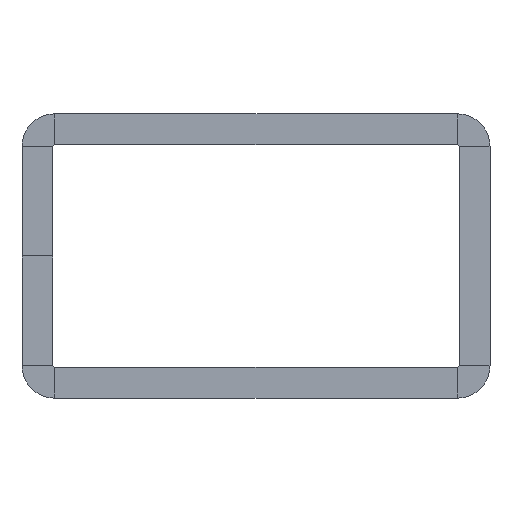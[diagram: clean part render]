
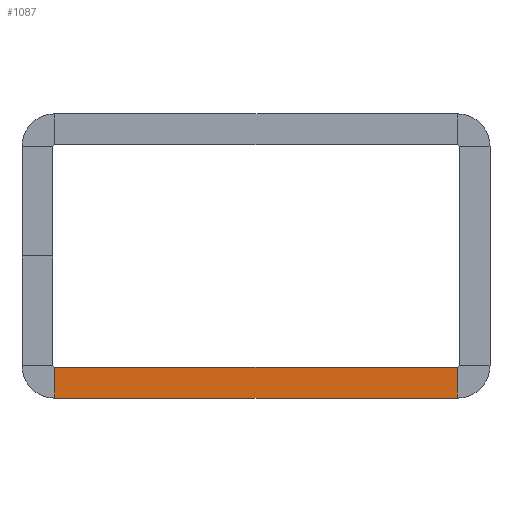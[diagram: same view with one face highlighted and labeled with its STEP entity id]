
A CAD part, top view. The second image highlights one B-rep face of the part: STEP entity #1087.
In plain terms, the highlighted planar face has unit normal (0, 0, 1).
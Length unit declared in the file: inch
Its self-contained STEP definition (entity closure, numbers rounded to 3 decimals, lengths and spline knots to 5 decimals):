
#56 = VERTEX_POINT ( 'NONE', #1029 ) ;
#99 = CARTESIAN_POINT ( 'NONE',  ( -1.23016, -0.67913, 0. ) ) ;
#113 = LINE ( 'NONE', #542, #580 ) ;
#143 = ORIENTED_EDGE ( 'NONE', *, *, #988, .T. ) ;
#204 = DIRECTION ( 'NONE',  ( -1., 0., 0. ) ) ;
#259 = DIRECTION ( 'NONE',  ( 1., 0., 0. ) ) ;
#273 = LINE ( 'NONE', #1214, #573 ) ;
#276 = VERTEX_POINT ( 'NONE', #897 ) ;
#308 = DIRECTION ( 'NONE',  ( 1., 0., 0. ) ) ;
#517 = EDGE_CURVE ( 'NONE', #276, #589, #113, .T. ) ;
#538 = LINE ( 'NONE', #945, #1259 ) ;
#542 = CARTESIAN_POINT ( 'NONE',  ( -1.23016, -0.67913, 0. ) ) ;
#555 = DIRECTION ( 'NONE',  ( 0., 0., -1. ) ) ;
#573 = VECTOR ( 'NONE', #259, 39.37008 ) ;
#580 = VECTOR ( 'NONE', #1057, 39.37008 ) ;
#589 = VERTEX_POINT ( 'NONE', #99 ) ;
#610 = CARTESIAN_POINT ( 'NONE',  ( 1.23016, -0.67913, 0. ) ) ;
#770 = EDGE_LOOP ( 'NONE', ( #910, #1015, #1152, #143 ) ) ;
#844 = EDGE_CURVE ( 'NONE', #589, #56, #273, .T. ) ;
#862 = PLANE ( 'NONE',  #1101 ) ;
#897 = CARTESIAN_POINT ( 'NONE',  ( -1.23016, -0.86811, 0. ) ) ;
#910 = ORIENTED_EDGE ( 'NONE', *, *, #844, .F. ) ;
#945 = CARTESIAN_POINT ( 'NONE',  ( -1.23016, -0.86811, 0. ) ) ;
#988 = EDGE_CURVE ( 'NONE', #1096, #56, #1249, .T. ) ;
#1015 = ORIENTED_EDGE ( 'NONE', *, *, #517, .F. ) ;
#1029 = CARTESIAN_POINT ( 'NONE',  ( 1.23016, -0.67913, 0. ) ) ;
#1057 = DIRECTION ( 'NONE',  ( 0., 1., 0. ) ) ;
#1087 = ADVANCED_FACE ( 'NONE', ( #1169 ), #862, .F. ) ;
#1096 = VERTEX_POINT ( 'NONE', #1270 ) ;
#1101 = AXIS2_PLACEMENT_3D ( 'NONE', #1284, #555, #204 ) ;
#1117 = EDGE_CURVE ( 'NONE', #276, #1096, #538, .T. ) ;
#1152 = ORIENTED_EDGE ( 'NONE', *, *, #1117, .T. ) ;
#1169 = FACE_OUTER_BOUND ( 'NONE', #770, .T. ) ;
#1214 = CARTESIAN_POINT ( 'NONE',  ( -1.23016, -0.67913, 0. ) ) ;
#1249 = LINE ( 'NONE', #610, #1258 ) ;
#1257 = DIRECTION ( 'NONE',  ( 0., 1., 0. ) ) ;
#1258 = VECTOR ( 'NONE', #1257, 39.37008 ) ;
#1259 = VECTOR ( 'NONE', #308, 39.37008 ) ;
#1270 = CARTESIAN_POINT ( 'NONE',  ( 1.23016, -0.86811, 0. ) ) ;
#1284 = CARTESIAN_POINT ( 'NONE',  ( -1.23016, -0.67913, 0. ) ) ;
